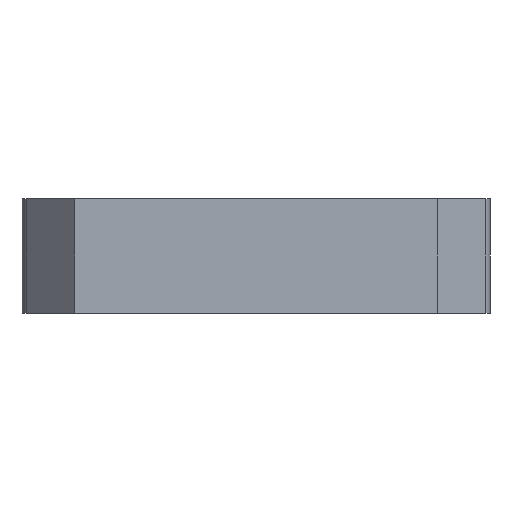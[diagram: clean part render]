
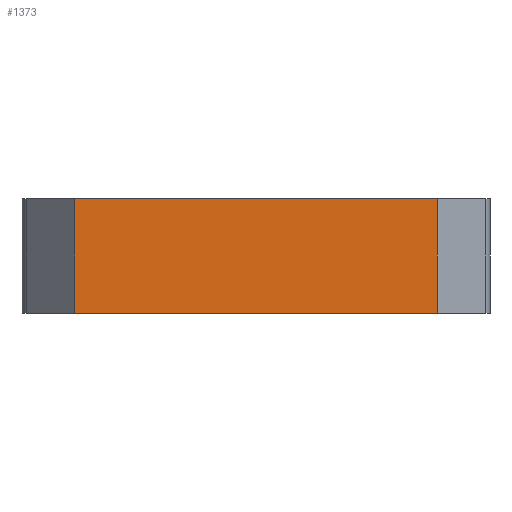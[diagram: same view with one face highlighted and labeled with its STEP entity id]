
A CAD part, left-side view. The second image highlights one B-rep face of the part: STEP entity #1373.
In plain terms, the highlighted planar face has unit normal (-1, 0, 0).
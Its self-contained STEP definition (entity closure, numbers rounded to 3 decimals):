
#24 = DIRECTION ( 'NONE',  ( 0., -1., 0. ) ) ;
#159 = VECTOR ( 'NONE', #735, 1000. ) ;
#169 = EDGE_CURVE ( 'NONE', #855, #417, #1125, .T. ) ;
#199 = VERTEX_POINT ( 'NONE', #814 ) ;
#253 = LINE ( 'NONE', #1808, #159 ) ;
#255 = VECTOR ( 'NONE', #370, 1000. ) ;
#298 = DIRECTION ( 'NONE',  ( 1., 0., 0. ) ) ;
#308 = CARTESIAN_POINT ( 'NONE',  ( -67.5, -40., 0. ) ) ;
#319 = ORIENTED_EDGE ( 'NONE', *, *, #1082, .T. ) ;
#320 = LINE ( 'NONE', #308, #1029 ) ;
#370 = DIRECTION ( 'NONE',  ( 0., -1., 0. ) ) ;
#417 = VERTEX_POINT ( 'NONE', #1647 ) ;
#583 = PLANE ( 'NONE',  #920 ) ;
#664 = CARTESIAN_POINT ( 'NONE',  ( -67.5, -40., 19.5 ) ) ;
#684 = VERTEX_POINT ( 'NONE', #888 ) ;
#735 = DIRECTION ( 'NONE',  ( 0., 0., -1. ) ) ;
#814 = CARTESIAN_POINT ( 'NONE',  ( -67.5, 31., 0. ) ) ;
#818 = EDGE_CURVE ( 'NONE', #684, #855, #1134, .T. ) ;
#855 = VERTEX_POINT ( 'NONE', #1892 ) ;
#888 = CARTESIAN_POINT ( 'NONE',  ( -67.5, 31., 19.5 ) ) ;
#898 = CARTESIAN_POINT ( 'NONE',  ( -67.5, -40., 19.5 ) ) ;
#919 = DIRECTION ( 'NONE',  ( 0., 0., -1. ) ) ;
#920 = AXIS2_PLACEMENT_3D ( 'NONE', #898, #298, #919 ) ;
#963 = CARTESIAN_POINT ( 'NONE',  ( -67.5, -31., 19.5 ) ) ;
#970 = EDGE_CURVE ( 'NONE', #684, #199, #253, .T. ) ;
#1029 = VECTOR ( 'NONE', #24, 1000. ) ;
#1082 = EDGE_CURVE ( 'NONE', #199, #417, #320, .T. ) ;
#1104 = DIRECTION ( 'NONE',  ( 0., 0., -1. ) ) ;
#1125 = LINE ( 'NONE', #963, #1514 ) ;
#1134 = LINE ( 'NONE', #664, #255 ) ;
#1140 = ORIENTED_EDGE ( 'NONE', *, *, #970, .T. ) ;
#1373 = ADVANCED_FACE ( 'NONE', ( #1688 ), #583, .F. ) ;
#1514 = VECTOR ( 'NONE', #1104, 1000. ) ;
#1623 = ORIENTED_EDGE ( 'NONE', *, *, #818, .F. ) ;
#1647 = CARTESIAN_POINT ( 'NONE',  ( -67.5, -31., 0. ) ) ;
#1688 = FACE_OUTER_BOUND ( 'NONE', #1709, .T. ) ;
#1709 = EDGE_LOOP ( 'NONE', ( #319, #1784, #1623, #1140 ) ) ;
#1784 = ORIENTED_EDGE ( 'NONE', *, *, #169, .F. ) ;
#1808 = CARTESIAN_POINT ( 'NONE',  ( -67.5, 31., 19.5 ) ) ;
#1892 = CARTESIAN_POINT ( 'NONE',  ( -67.5, -31., 19.5 ) ) ;
